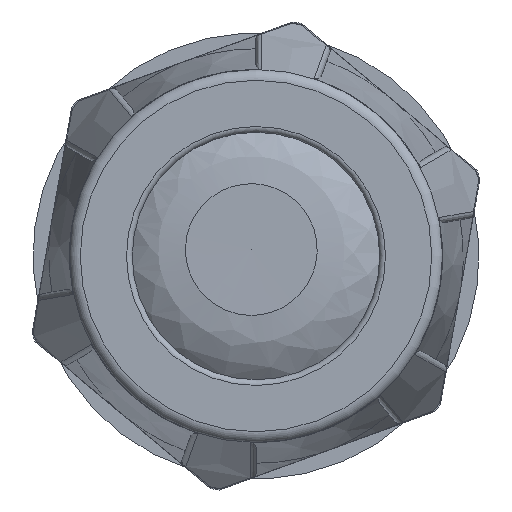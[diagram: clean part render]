
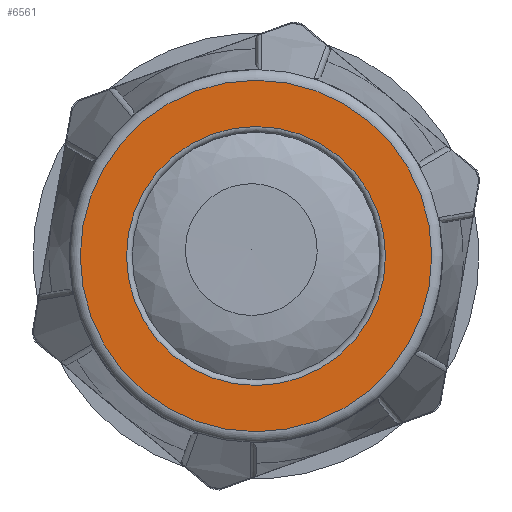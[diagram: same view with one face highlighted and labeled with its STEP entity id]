
A CAD part, left-side view. The second image highlights one B-rep face of the part: STEP entity #6561.
In plain terms, the highlighted planar face has unit normal (-1, 0, 0).
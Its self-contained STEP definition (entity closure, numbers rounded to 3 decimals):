
#318=FACE_BOUND('',#2049,.T.);
#1273=PLANE('',#7350);
#1636=FACE_OUTER_BOUND('',#2048,.T.);
#2048=EDGE_LOOP('',(#6127));
#2049=EDGE_LOOP('',(#6128));
#2488=CIRCLE('',#7349,11.25);
#2489=CIRCLE('',#7351,15.266);
#3305=VERTEX_POINT('',#16759);
#3306=VERTEX_POINT('',#16762);
#4252=EDGE_CURVE('',#3305,#3305,#2488,.T.);
#4253=EDGE_CURVE('',#3306,#3306,#2489,.T.);
#6127=ORIENTED_EDGE('',*,*,#4253,.F.);
#6128=ORIENTED_EDGE('',*,*,#4252,.T.);
#6561=ADVANCED_FACE('',(#1636,#318),#1273,.T.);
#7349=AXIS2_PLACEMENT_3D('',#16760,#9167,#9168);
#7350=AXIS2_PLACEMENT_3D('',#16761,#9169,#9170);
#7351=AXIS2_PLACEMENT_3D('',#16763,#9171,#9172);
#9167=DIRECTION('center_axis',(1.,0.,0.));
#9168=DIRECTION('ref_axis',(0.,0.,-1.));
#9169=DIRECTION('center_axis',(-1.,0.,0.));
#9170=DIRECTION('ref_axis',(0.,0.,1.));
#9171=DIRECTION('center_axis',(1.,0.,0.));
#9172=DIRECTION('ref_axis',(0.,0.,-1.));
#16759=CARTESIAN_POINT('',(-30.34,11.25,0.));
#16760=CARTESIAN_POINT('Origin',(-30.34,0.,0.));
#16761=CARTESIAN_POINT('Origin',(-30.34,15.266,0.));
#16762=CARTESIAN_POINT('',(-30.34,15.266,0.));
#16763=CARTESIAN_POINT('Origin',(-30.34,0.,0.));
